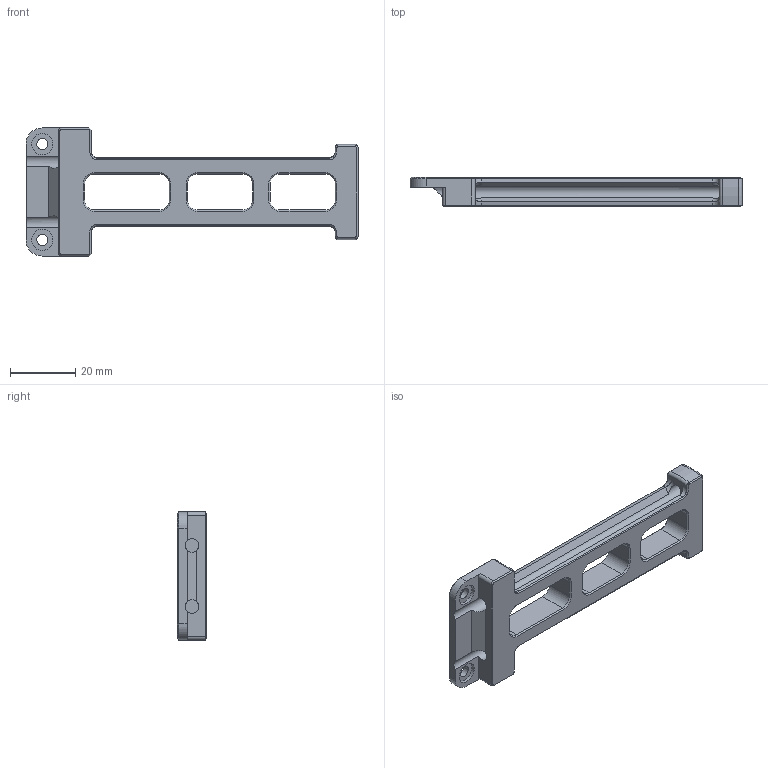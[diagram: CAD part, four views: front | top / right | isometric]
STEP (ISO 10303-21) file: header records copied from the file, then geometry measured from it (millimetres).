
FILE_DESCRIPTION(/* description */ (''),/* implementation_level */ '2;1');
FILE_NAME(/* name */ 'V0_CornerPanel_SpoolHolder.stp',/* time_stamp */ '2022-01-14T23:45:50-06:00',/* author */ ('Keith'),/* organization */ (''),/* preprocessor_version */ 'ST-DEVELOPER v18.1',/* originating_system */ 'Autodesk Inventor 2022',/* authorisation */ '');
FILE_SCHEMA (('AUTOMOTIVE_DESIGN { 1 0 10303 214 3 1 1 }'));
Length unit declared in the file: millimetre
Products named in the file (1): V0_CornerPanel_SpoolHolder
Bounding box: 102 x 9 x 39.4 mm (x, y, z)
Volume: 11765.3 mm3; surface area: 8565.5 mm2
Topology: 1 solids, 1 shells, 167 faces, 413 edges, 246 vertices
Faces by surface type: plane 75, cylinder 40, cone 24, bspline 16, torus 12
Full cylindrical faces by diameter (mm): 3.4 x2, 4.2 x2, 6.5 x2
Entity records: 8007 total; most frequent: CARTESIAN_POINT 3905, ORIENTED_EDGE 826, DIRECTION 785, EDGE_CURVE 413, AXIS2_PLACEMENT_3D 266, LINE 253, VECTOR 253, VERTEX_POINT 246
